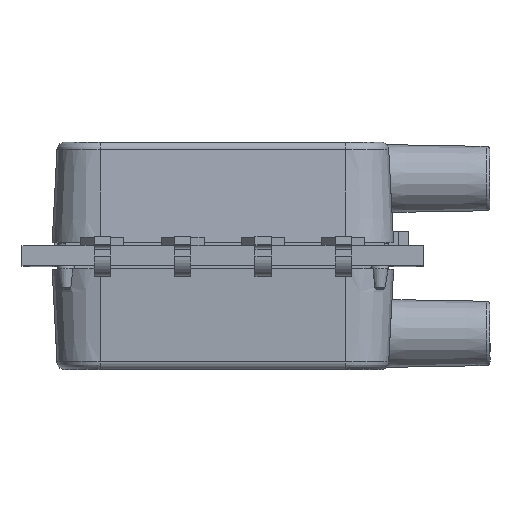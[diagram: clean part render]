
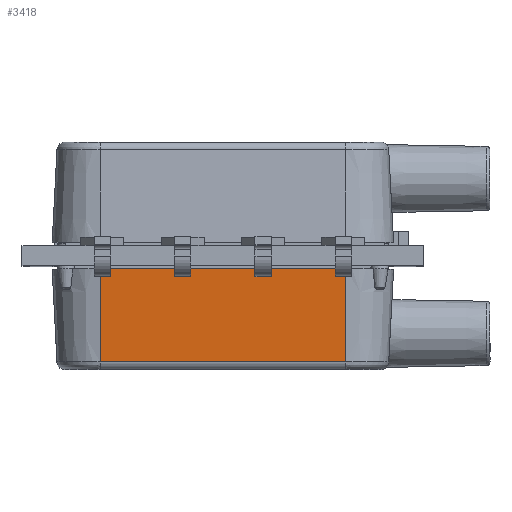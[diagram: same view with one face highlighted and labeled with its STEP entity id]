
A CAD part, top view. The second image highlights one B-rep face of the part: STEP entity #3418.
In plain terms, the highlighted face is planar.
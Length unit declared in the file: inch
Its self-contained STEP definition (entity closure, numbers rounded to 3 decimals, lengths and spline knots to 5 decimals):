
#718 = FACE_OUTER_BOUND ( 'NONE', #7211, .T. ) ;
#2049 = EDGE_CURVE ( 'NONE', #2826, #2831, #10113, .T. ) ;
#2156 = EDGE_CURVE ( 'NONE', #2297, #2831, #10277, .T. ) ;
#2175 = EDGE_CURVE ( 'NONE', #2337, #2297, #10295, .T. ) ;
#2220 = EDGE_CURVE ( 'NONE', #2337, #2826, #10403, .T. ) ;
#2297 = VERTEX_POINT ( 'NONE', #7796 ) ;
#2337 = VERTEX_POINT ( 'NONE', #7827 ) ;
#2826 = VERTEX_POINT ( 'NONE', #5325 ) ;
#2831 = VERTEX_POINT ( 'NONE', #5320 ) ;
#3418 = ADVANCED_FACE ( 'NONE', ( #718 ), #6068, .T. ) ;
#5320 = CARTESIAN_POINT ( 'NONE',  ( 0.17924, -0.1795, 0.00375 ) ) ;
#5325 = CARTESIAN_POINT ( 'NONE',  ( -0.12624, -0.1795, 0.00375 ) ) ;
#6042 = DIRECTION ( 'NONE',  ( 0., -0.999, 0.052 ) ) ;
#6057 = CARTESIAN_POINT ( 'NONE',  ( -0.12624, -0.1795, 0.00375 ) ) ;
#6058 = DIRECTION ( 'NONE',  ( 1., 0., 0. ) ) ;
#6068 = PLANE ( 'NONE',  #9186 ) ;
#7211 = EDGE_LOOP ( 'NONE', ( #10619, #10707, #10710, #10684 ) ) ;
#7796 = CARTESIAN_POINT ( 'NONE',  ( 0.17917, -0.17345, 0.11927 ) ) ;
#7827 = CARTESIAN_POINT ( 'NONE',  ( -0.12617, -0.17345, 0.11927 ) ) ;
#8224 = CARTESIAN_POINT ( 'NONE',  ( 0.0265, -0.1795, 0.00375 ) ) ;
#8234 = DIRECTION ( 'NONE',  ( 1., 0., 0. ) ) ;
#8626 = DIRECTION ( 'NONE',  ( 0.001, -0.052, -0.999 ) ) ;
#8627 = CARTESIAN_POINT ( 'NONE',  ( 0.17921, -0.17647, 0.06147 ) ) ;
#8681 = CARTESIAN_POINT ( 'NONE',  ( 0.0265, -0.17345, 0.11927 ) ) ;
#8693 = DIRECTION ( 'NONE',  ( 1., 0., 0. ) ) ;
#8824 = DIRECTION ( 'NONE',  ( -0.001, -0.052, -0.999 ) ) ;
#8838 = CARTESIAN_POINT ( 'NONE',  ( -0.12617, -0.17345, 0.11927 ) ) ;
#9186 = AXIS2_PLACEMENT_3D ( 'NONE', #6057, #6042, #6058 ) ;
#10113 = LINE ( 'NONE', #8224, #10118 ) ;
#10118 = VECTOR ( 'NONE', #8234, 39.37008 ) ;
#10247 = VECTOR ( 'NONE', #8626, 39.37008 ) ;
#10264 = VECTOR ( 'NONE', #8693, 39.37008 ) ;
#10277 = LINE ( 'NONE', #8627, #10247 ) ;
#10295 = LINE ( 'NONE', #8681, #10264 ) ;
#10367 = VECTOR ( 'NONE', #8824, 39.37008 ) ;
#10403 = LINE ( 'NONE', #8838, #10367 ) ;
#10619 = ORIENTED_EDGE ( 'NONE', *, *, #2175, .F. ) ;
#10684 = ORIENTED_EDGE ( 'NONE', *, *, #2156, .F. ) ;
#10707 = ORIENTED_EDGE ( 'NONE', *, *, #2220, .T. ) ;
#10710 = ORIENTED_EDGE ( 'NONE', *, *, #2049, .T. ) ;
